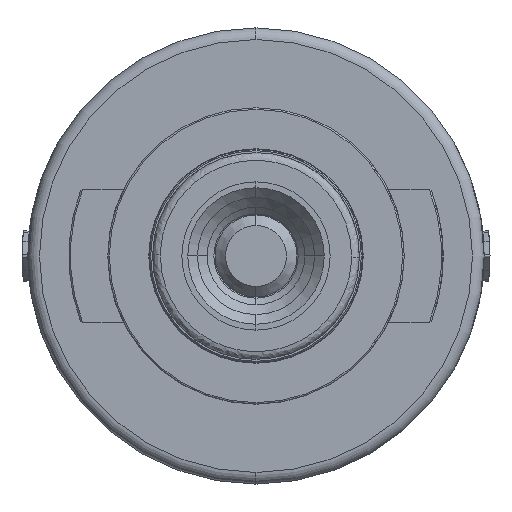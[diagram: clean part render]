
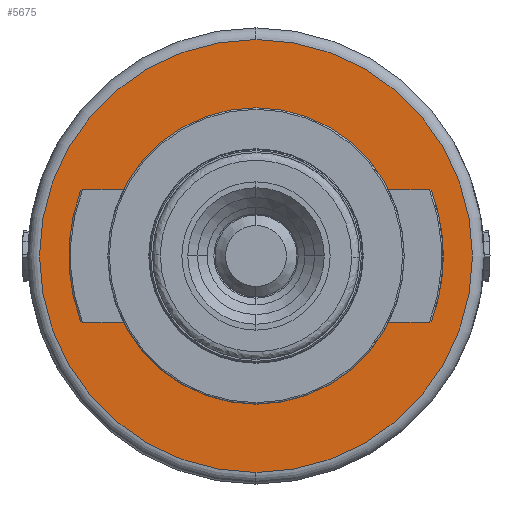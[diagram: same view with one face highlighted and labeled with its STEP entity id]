
A CAD part, left-side view. The second image highlights one B-rep face of the part: STEP entity #5675.
In plain terms, the highlighted face is planar.
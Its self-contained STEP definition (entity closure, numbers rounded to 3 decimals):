
#206 = VERTEX_POINT ( 'NONE', #12464 ) ;
#475 = DIRECTION ( 'NONE',  ( 1., 0., 0. ) ) ;
#2353 = CARTESIAN_POINT ( 'NONE',  ( -1.181, 0., 0. ) ) ;
#2516 = DIRECTION ( 'NONE',  ( 0., 0., -1. ) ) ;
#3251 = EDGE_CURVE ( 'NONE', #19241, #206, #11485, .T. ) ;
#4400 = FACE_OUTER_BOUND ( 'NONE', #17659, .T. ) ;
#5675 = ADVANCED_FACE ( 'NONE', ( #4400, #19542 ), #17373, .T. ) ;
#5920 = CARTESIAN_POINT ( 'NONE',  ( -1.181, 0., 3.8 ) ) ;
#7150 = VERTEX_POINT ( 'NONE', #13216 ) ;
#7186 = DIRECTION ( 'NONE',  ( 0., 0., -1. ) ) ;
#7239 = DIRECTION ( 'NONE',  ( 1., 0., 0. ) ) ;
#7246 = EDGE_LOOP ( 'NONE', ( #12098, #19695 ) ) ;
#7389 = EDGE_CURVE ( 'NONE', #13085, #7150, #8036, .T. ) ;
#7552 = CIRCLE ( 'NONE', #21553, 3.8 ) ;
#7908 = AXIS2_PLACEMENT_3D ( 'NONE', #9306, #17662, #19339 ) ;
#8017 = ORIENTED_EDGE ( 'NONE', *, *, #7389, .T. ) ;
#8036 = CIRCLE ( 'NONE', #9517, 5.55 ) ;
#9306 = CARTESIAN_POINT ( 'NONE',  ( -1.181, 0., 0. ) ) ;
#9517 = AXIS2_PLACEMENT_3D ( 'NONE', #15751, #20472, #19019 ) ;
#11401 = CARTESIAN_POINT ( 'NONE',  ( -1.181, 0., 5.55 ) ) ;
#11485 = CIRCLE ( 'NONE', #7908, 3.8 ) ;
#11615 = AXIS2_PLACEMENT_3D ( 'NONE', #19310, #15753, #17634 ) ;
#11687 = AXIS2_PLACEMENT_3D ( 'NONE', #2353, #7239, #2516 ) ;
#12098 = ORIENTED_EDGE ( 'NONE', *, *, #15228, .F. ) ;
#12464 = CARTESIAN_POINT ( 'NONE',  ( -1.181, 0., -3.8 ) ) ;
#13085 = VERTEX_POINT ( 'NONE', #11401 ) ;
#13216 = CARTESIAN_POINT ( 'NONE',  ( -1.181, 0., -5.55 ) ) ;
#15228 = EDGE_CURVE ( 'NONE', #206, #19241, #7552, .T. ) ;
#15751 = CARTESIAN_POINT ( 'NONE',  ( -1.181, 0., 0. ) ) ;
#15753 = DIRECTION ( 'NONE',  ( 1., 0., 0. ) ) ;
#17373 = PLANE ( 'NONE',  #11687 ) ;
#17634 = DIRECTION ( 'NONE',  ( 0., 0., -1. ) ) ;
#17659 = EDGE_LOOP ( 'NONE', ( #18616, #8017 ) ) ;
#17662 = DIRECTION ( 'NONE',  ( 1., 0., 0. ) ) ;
#17755 = EDGE_CURVE ( 'NONE', #7150, #13085, #18971, .T. ) ;
#18616 = ORIENTED_EDGE ( 'NONE', *, *, #17755, .T. ) ;
#18971 = CIRCLE ( 'NONE', #11615, 5.55 ) ;
#19019 = DIRECTION ( 'NONE',  ( 0., 0., -1. ) ) ;
#19241 = VERTEX_POINT ( 'NONE', #5920 ) ;
#19310 = CARTESIAN_POINT ( 'NONE',  ( -1.181, 0., 0. ) ) ;
#19339 = DIRECTION ( 'NONE',  ( 0., 0., -1. ) ) ;
#19542 = FACE_BOUND ( 'NONE', #7246, .T. ) ;
#19695 = ORIENTED_EDGE ( 'NONE', *, *, #3251, .F. ) ;
#20472 = DIRECTION ( 'NONE',  ( 1., 0., 0. ) ) ;
#20726 = CARTESIAN_POINT ( 'NONE',  ( -1.181, 0., 0. ) ) ;
#21553 = AXIS2_PLACEMENT_3D ( 'NONE', #20726, #475, #7186 ) ;
